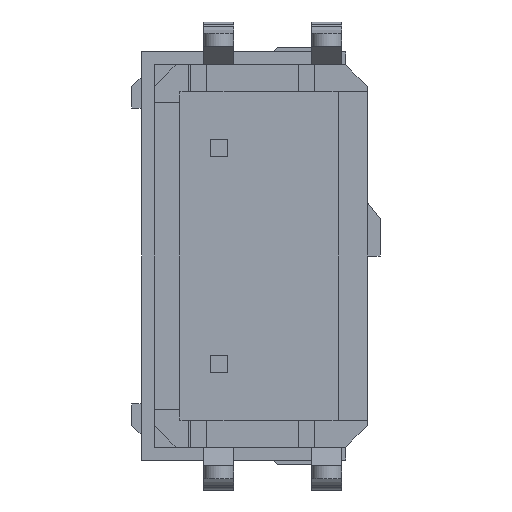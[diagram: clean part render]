
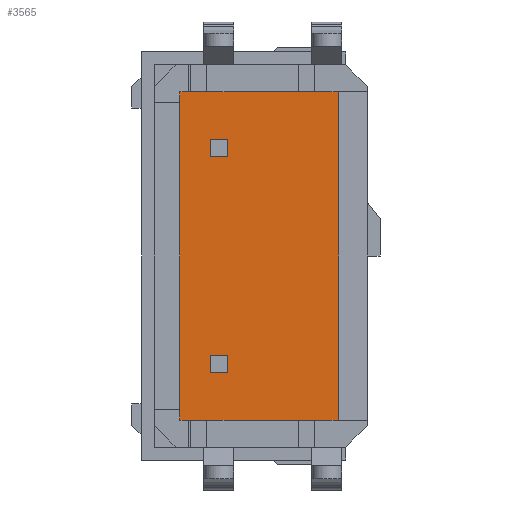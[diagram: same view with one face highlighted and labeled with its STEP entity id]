
A CAD part, front view. The second image highlights one B-rep face of the part: STEP entity #3565.
In plain terms, the highlighted planar face has unit normal (0, -1, 0).
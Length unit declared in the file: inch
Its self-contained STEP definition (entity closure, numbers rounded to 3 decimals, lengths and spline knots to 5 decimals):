
#131=FACE_OUTER_BOUND('',#325,.T.);
#325=EDGE_LOOP('',(#2411,#2412,#2413,#2414,#2415,#2416,#2417,#2418,#2419,
#2420,#2421,#2422));
#560=LINE('',#5061,#1039);
#564=LINE('',#5070,#1043);
#572=LINE('',#5086,#1051);
#575=LINE('',#5091,#1054);
#576=LINE('',#5093,#1055);
#577=LINE('',#5095,#1056);
#578=LINE('',#5097,#1057);
#579=LINE('',#5099,#1058);
#580=LINE('',#5101,#1059);
#581=LINE('',#5103,#1060);
#582=LINE('',#5105,#1061);
#583=LINE('',#5106,#1062);
#1039=VECTOR('',#4063,0.085);
#1043=VECTOR('',#4069,0.01);
#1051=VECTOR('',#4079,0.304);
#1054=VECTOR('',#4084,0.015);
#1055=VECTOR('',#4085,0.015);
#1056=VECTOR('',#4086,0.022);
#1057=VECTOR('',#4087,0.304);
#1058=VECTOR('',#4088,0.022);
#1059=VECTOR('',#4089,0.015);
#1060=VECTOR('',#4090,0.085);
#1061=VECTOR('',#4091,0.015);
#1062=VECTOR('',#4092,0.01);
#1495=VERTEX_POINT('',#5019);
#1512=VERTEX_POINT('',#5060);
#1515=VERTEX_POINT('',#5067);
#1516=VERTEX_POINT('',#5069);
#1523=VERTEX_POINT('',#5085);
#1525=VERTEX_POINT('',#5092);
#1526=VERTEX_POINT('',#5094);
#1527=VERTEX_POINT('',#5096);
#1528=VERTEX_POINT('',#5098);
#1529=VERTEX_POINT('',#5100);
#1530=VERTEX_POINT('',#5102);
#1531=VERTEX_POINT('',#5104);
#1860=EDGE_CURVE('',#1512,#1495,#560,.T.);
#1864=EDGE_CURVE('',#1515,#1516,#564,.T.);
#1872=EDGE_CURVE('',#1516,#1523,#572,.T.);
#1875=EDGE_CURVE('',#1495,#1515,#575,.T.);
#1876=EDGE_CURVE('',#1525,#1512,#576,.T.);
#1877=EDGE_CURVE('',#1526,#1525,#577,.T.);
#1878=EDGE_CURVE('',#1527,#1526,#578,.T.);
#1879=EDGE_CURVE('',#1528,#1527,#579,.T.);
#1880=EDGE_CURVE('',#1529,#1528,#580,.T.);
#1881=EDGE_CURVE('',#1530,#1529,#581,.T.);
#1882=EDGE_CURVE('',#1531,#1530,#582,.T.);
#1883=EDGE_CURVE('',#1523,#1531,#583,.T.);
#2411=ORIENTED_EDGE('',*,*,#1872,.F.);
#2412=ORIENTED_EDGE('',*,*,#1864,.F.);
#2413=ORIENTED_EDGE('',*,*,#1875,.F.);
#2414=ORIENTED_EDGE('',*,*,#1860,.F.);
#2415=ORIENTED_EDGE('',*,*,#1876,.F.);
#2416=ORIENTED_EDGE('',*,*,#1877,.F.);
#2417=ORIENTED_EDGE('',*,*,#1878,.F.);
#2418=ORIENTED_EDGE('',*,*,#1879,.F.);
#2419=ORIENTED_EDGE('',*,*,#1880,.F.);
#2420=ORIENTED_EDGE('',*,*,#1881,.F.);
#2421=ORIENTED_EDGE('',*,*,#1882,.F.);
#2422=ORIENTED_EDGE('',*,*,#1883,.F.);
#3394=PLANE('',#3763);
#3565=ADVANCED_FACE('',(#131),#3394,.F.);
#3763=AXIS2_PLACEMENT_3D('',#5090,#4082,#4083);
#4063=DIRECTION('',(-1.,0.,0.));
#4069=DIRECTION('',(-1.,0.,0.));
#4079=DIRECTION('',(0.,0.,1.));
#4082=DIRECTION('center_axis',(0.,1.,0.));
#4083=DIRECTION('ref_axis',(0.,0.,1.));
#4084=DIRECTION('',(-1.,0.,0.));
#4085=DIRECTION('',(-1.,0.,0.));
#4086=DIRECTION('',(-1.,0.,0.));
#4087=DIRECTION('',(0.,0.,-1.));
#4088=DIRECTION('',(1.,0.,0.));
#4089=DIRECTION('',(1.,0.,0.));
#4090=DIRECTION('',(1.,0.,0.));
#4091=DIRECTION('',(1.,0.,0.));
#4092=DIRECTION('',(1.,0.,0.));
#5019=CARTESIAN_POINT('',(-0.05,-0.306,-0.152));
#5060=CARTESIAN_POINT('',(0.035,-0.306,-0.152));
#5061=CARTESIAN_POINT('',(0.072,-0.306,-0.152));
#5067=CARTESIAN_POINT('',(-0.065,-0.306,-0.152));
#5069=CARTESIAN_POINT('',(-0.075,-0.306,-0.152));
#5070=CARTESIAN_POINT('',(0.072,-0.306,-0.152));
#5085=CARTESIAN_POINT('',(-0.075,-0.306,0.152));
#5086=CARTESIAN_POINT('',(-0.075,-0.306,-0.152));
#5090=CARTESIAN_POINT('Origin',(0.,-0.306,0.));
#5091=CARTESIAN_POINT('',(0.072,-0.306,-0.152));
#5092=CARTESIAN_POINT('',(0.05,-0.306,-0.152));
#5093=CARTESIAN_POINT('',(0.072,-0.306,-0.152));
#5094=CARTESIAN_POINT('',(0.072,-0.306,-0.152));
#5095=CARTESIAN_POINT('',(0.072,-0.306,-0.152));
#5096=CARTESIAN_POINT('',(0.072,-0.306,0.152));
#5097=CARTESIAN_POINT('',(0.072,-0.306,0.152));
#5098=CARTESIAN_POINT('',(0.05,-0.306,0.152));
#5099=CARTESIAN_POINT('',(-0.075,-0.306,0.152));
#5100=CARTESIAN_POINT('',(0.035,-0.306,0.152));
#5101=CARTESIAN_POINT('',(-0.075,-0.306,0.152));
#5102=CARTESIAN_POINT('',(-0.05,-0.306,0.152));
#5103=CARTESIAN_POINT('',(-0.075,-0.306,0.152));
#5104=CARTESIAN_POINT('',(-0.065,-0.306,0.152));
#5105=CARTESIAN_POINT('',(-0.075,-0.306,0.152));
#5106=CARTESIAN_POINT('',(-0.075,-0.306,0.152));
